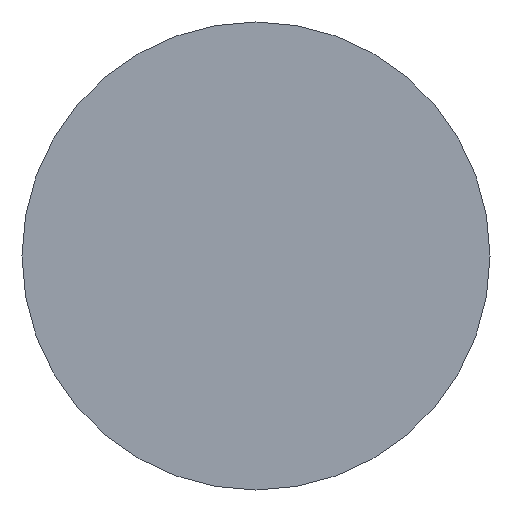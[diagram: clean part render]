
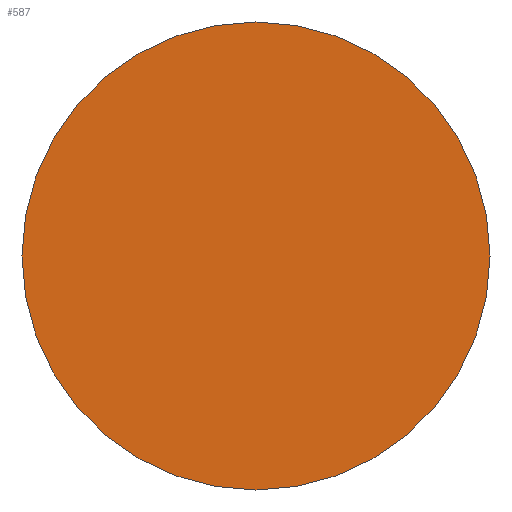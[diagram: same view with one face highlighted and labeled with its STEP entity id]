
A CAD part, front view. The second image highlights one B-rep face of the part: STEP entity #587.
In plain terms, the highlighted planar face has unit normal (0, -1, 0).
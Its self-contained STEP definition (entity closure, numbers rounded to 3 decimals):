
#63=PLANE('',#684);
#97=FACE_OUTER_BOUND('',#135,.T.);
#135=EDGE_LOOP('',(#502,#503));
#177=CIRCLE('',#681,7.65);
#178=CIRCLE('',#682,7.65);
#256=VERTEX_POINT('',#1094);
#257=VERTEX_POINT('',#1095);
#337=EDGE_CURVE('',#256,#257,#177,.T.);
#338=EDGE_CURVE('',#257,#256,#178,.T.);
#502=ORIENTED_EDGE('',*,*,#337,.T.);
#503=ORIENTED_EDGE('',*,*,#338,.T.);
#587=ADVANCED_FACE('',(#97),#63,.T.);
#681=AXIS2_PLACEMENT_3D('',#1096,#847,#848);
#682=AXIS2_PLACEMENT_3D('',#1097,#849,#850);
#684=AXIS2_PLACEMENT_3D('',#1099,#853,#854);
#847=DIRECTION('center_axis',(0.,-1.,0.));
#848=DIRECTION('ref_axis',(1.,0.,0.));
#849=DIRECTION('center_axis',(0.,-1.,0.));
#850=DIRECTION('ref_axis',(1.,0.,0.));
#853=DIRECTION('center_axis',(0.,-1.,0.));
#854=DIRECTION('ref_axis',(0.,0.,-1.));
#1094=CARTESIAN_POINT('',(7.65,0.,0.));
#1095=CARTESIAN_POINT('',(0.,0.,7.65));
#1096=CARTESIAN_POINT('Origin',(0.,0.,0.));
#1097=CARTESIAN_POINT('Origin',(0.,0.,0.));
#1099=CARTESIAN_POINT('Origin',(3.825,0.,0.));
